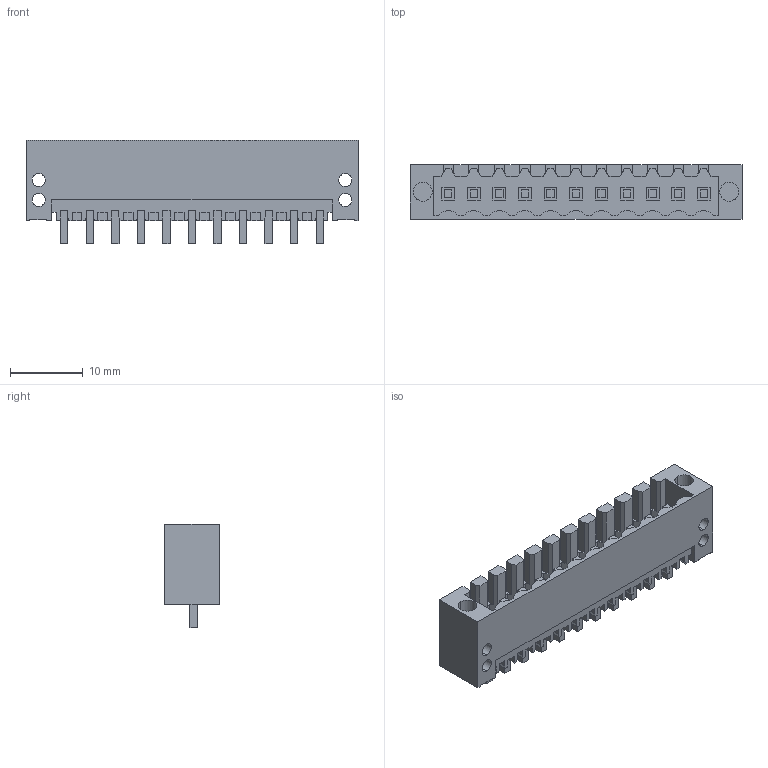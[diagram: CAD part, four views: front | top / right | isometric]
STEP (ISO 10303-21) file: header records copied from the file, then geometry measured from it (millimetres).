
FILE_DESCRIPTION(('CATIA V5 STEP Exchange','CAx-IF Rec.Pracs.--- Model Styling and Organization---1.2---2011-12-15'),'2;1');
FILE_NAME ('D1453307_0_1607590000_1607590000.stp','2018-03-12T10:23:37+00:00',('none'),('Weidmueller'),'CATIA Version 5-6 Release 2014','CATIA V5 STEP AP214','none');
FILE_SCHEMA(('AUTOMOTIVE_DESIGN { 1 0 10303 214 1 1 1 1 }'));
Length unit declared in the file: millimetre
Products named in the file (1): 1607590000
Bounding box: 45.5 x 7.45 x 14.25 mm (x, y, z)
Volume: 1573.2 mm3; surface area: 4107.8 mm2
Topology: 12 solids, 12 shells, 689 faces, 1990 edges, 1340 vertices
Faces by surface type: plane 656, cylinder 33
Entity records: 21555 total; most frequent: ORIENTED_EDGE 3972, CARTESIAN_POINT 3788, DIRECTION 2810, EDGE_CURVE 1986, VECTOR 1920, LINE 1920, VERTEX_POINT 1338, EDGE_LOOP 742
